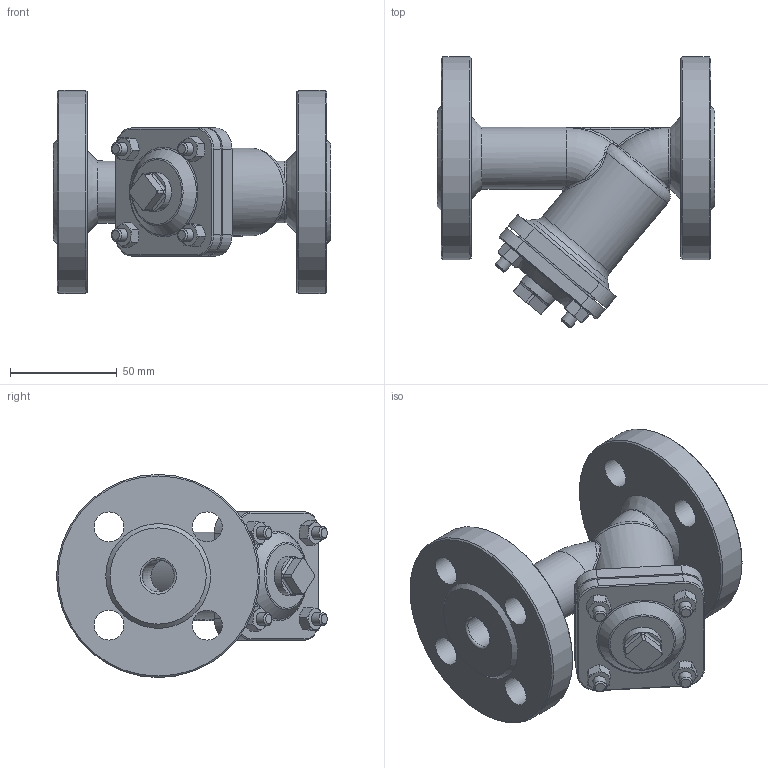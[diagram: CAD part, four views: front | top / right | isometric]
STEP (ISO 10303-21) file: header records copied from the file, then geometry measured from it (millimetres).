
FILE_DESCRIPTION(/* description */ (''),/* implementation_level */ '2;1');
FILE_NAME(/* name */ 'DN15_3D_STEP.stp',/* time_stamp */ '2025-12-18T22:55:07+03:00',/* author */ ('igorr'),/* organization */ (''),/* preprocessor_version */ 'ST-DEVELOPER v20',/* originating_system */ 'Autodesk Inventor 2025',/* authorisation */ '');
FILE_SCHEMA (('AUTOMOTIVE_DESIGN { 1 0 10303 214 3 1 1 }'));
Length unit declared in the file: millimetre
Products named in the file (3): Сборка; Деталь1; ANSI B18.2.4.2M - M6x1
Assembly tree (5 placements, depth 2):
  Сборка
    Деталь1
    ANSI B18.2.4.2M - M6x1  x4
Bounding box: 130 x 126.66 x 95 mm (x, y, z)
Volume: 351483.3 mm3; surface area: 71543.9 mm2
Topology: 5 solids, 5 shells, 326 faces, 775 edges, 481 vertices
Faces by surface type: plane 111, cone 74, cylinder 71, bspline 43, torus 23, sphere 4
Full cylindrical faces by diameter (mm): 4.917 x4, 6 x8, 14 x8, 15 x2, 18 x1, 29 x1, 41 x2, 95 x2
Entity records: 9376 total; most frequent: CARTESIAN_POINT 3133, ORIENTED_EDGE 1250, DIRECTION 1171, EDGE_CURVE 625, AXIS2_PLACEMENT_3D 471, VERTEX_POINT 394, EDGE_LOOP 305, FACE_OUTER_BOUND 257
